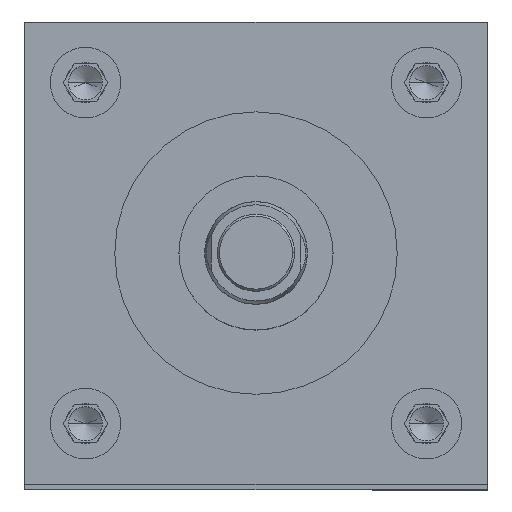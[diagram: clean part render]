
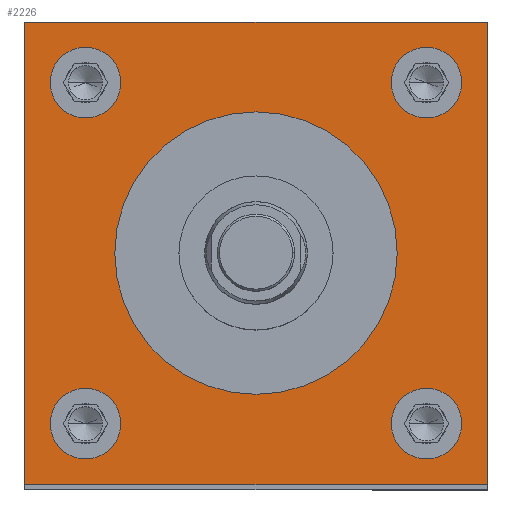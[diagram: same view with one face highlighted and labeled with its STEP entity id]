
A CAD part, top view. The second image highlights one B-rep face of the part: STEP entity #2226.
In plain terms, the highlighted planar face has unit normal (0, 0, 1).
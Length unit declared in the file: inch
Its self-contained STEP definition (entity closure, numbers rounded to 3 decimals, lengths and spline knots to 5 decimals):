
#10 = CIRCLE ( 'NONE', #4065, 0.3435 ) ;
#67 = CARTESIAN_POINT ( 'NONE',  ( 1.3165, 1.66, 32.25 ) ) ;
#81 = VERTEX_POINT ( 'NONE', #4548 ) ;
#123 = EDGE_LOOP ( 'NONE', ( #6224, #4207 ) ) ;
#150 = CARTESIAN_POINT ( 'NONE',  ( 1.66, -1.66, 32.25 ) ) ;
#221 = CIRCLE ( 'NONE', #3443, 0.3435 ) ;
#239 = CARTESIAN_POINT ( 'NONE',  ( 0., 0., 32.25 ) ) ;
#248 = LINE ( 'NONE', #313, #5655 ) ;
#308 = CARTESIAN_POINT ( 'NONE',  ( -2.25, -2.25, 32.25 ) ) ;
#313 = CARTESIAN_POINT ( 'NONE',  ( -2.25, -2.25, 32.25 ) ) ;
#330 = VERTEX_POINT ( 'NONE', #3154 ) ;
#377 = ORIENTED_EDGE ( 'NONE', *, *, #2093, .T. ) ;
#577 = CARTESIAN_POINT ( 'NONE',  ( 1.3165, -1.66, 32.25 ) ) ;
#668 = FACE_BOUND ( 'NONE', #4731, .T. ) ;
#963 = VERTEX_POINT ( 'NONE', #3921 ) ;
#984 = EDGE_CURVE ( 'NONE', #4134, #4597, #5724, .T. ) ;
#993 = LINE ( 'NONE', #7095, #7072 ) ;
#1109 = CARTESIAN_POINT ( 'NONE',  ( 1.375, 0., 32.25 ) ) ;
#1111 = CIRCLE ( 'NONE', #2271, 1.375 ) ;
#1127 = CARTESIAN_POINT ( 'NONE',  ( 2.0035, -1.66, 32.25 ) ) ;
#1169 = CARTESIAN_POINT ( 'NONE',  ( 1.66, -1.66, 32.25 ) ) ;
#1192 = AXIS2_PLACEMENT_3D ( 'NONE', #4037, #4084, #5671 ) ;
#1234 = VERTEX_POINT ( 'NONE', #4924 ) ;
#1248 = PLANE ( 'NONE',  #1192 ) ;
#1282 = LINE ( 'NONE', #4574, #5990 ) ;
#1285 = AXIS2_PLACEMENT_3D ( 'NONE', #4066, #6268, #2433 ) ;
#1335 = EDGE_LOOP ( 'NONE', ( #2354, #2943 ) ) ;
#1382 = EDGE_CURVE ( 'NONE', #4192, #81, #1282, .T. ) ;
#1452 = EDGE_CURVE ( 'NONE', #6715, #1711, #2862, .T. ) ;
#1456 = VERTEX_POINT ( 'NONE', #308 ) ;
#1498 = VERTEX_POINT ( 'NONE', #5768 ) ;
#1614 = AXIS2_PLACEMENT_3D ( 'NONE', #3852, #3381, #6619 ) ;
#1623 = CIRCLE ( 'NONE', #1285, 0.3435 ) ;
#1698 = EDGE_CURVE ( 'NONE', #1711, #6715, #1111, .T. ) ;
#1707 = FACE_BOUND ( 'NONE', #6194, .T. ) ;
#1711 = VERTEX_POINT ( 'NONE', #1109 ) ;
#1742 = DIRECTION ( 'NONE',  ( 0., 1., 0. ) ) ;
#1762 = DIRECTION ( 'NONE',  ( 0., 0., 1. ) ) ;
#1986 = DIRECTION ( 'NONE',  ( 1., 0., 0. ) ) ;
#2093 = EDGE_CURVE ( 'NONE', #5828, #1456, #993, .T. ) ;
#2160 = CARTESIAN_POINT ( 'NONE',  ( 2.25, -2.25, 32.25 ) ) ;
#2172 = DIRECTION ( 'NONE',  ( 1., 0., 0. ) ) ;
#2188 = CARTESIAN_POINT ( 'NONE',  ( -1.3165, 1.66, 32.25 ) ) ;
#2226 = ADVANCED_FACE ( 'NONE', ( #668, #1707, #5590, #6168, #4583, #4001 ), #1248, .F. ) ;
#2271 = AXIS2_PLACEMENT_3D ( 'NONE', #2822, #2742, #4990 ) ;
#2349 = ORIENTED_EDGE ( 'NONE', *, *, #6131, .F. ) ;
#2354 = ORIENTED_EDGE ( 'NONE', *, *, #6836, .F. ) ;
#2433 = DIRECTION ( 'NONE',  ( 1., 0., 0. ) ) ;
#2476 = DIRECTION ( 'NONE',  ( 1., 0., 0. ) ) ;
#2547 = CIRCLE ( 'NONE', #4173, 0.3435 ) ;
#2628 = ORIENTED_EDGE ( 'NONE', *, *, #4836, .F. ) ;
#2733 = CARTESIAN_POINT ( 'NONE',  ( -2.25, 2.25, 32.25 ) ) ;
#2742 = DIRECTION ( 'NONE',  ( 0., 0., 1. ) ) ;
#2822 = CARTESIAN_POINT ( 'NONE',  ( 0., 0., 32.25 ) ) ;
#2862 = CIRCLE ( 'NONE', #6778, 1.375 ) ;
#2894 = EDGE_CURVE ( 'NONE', #4597, #4134, #221, .T. ) ;
#2943 = ORIENTED_EDGE ( 'NONE', *, *, #4882, .F. ) ;
#2978 = ORIENTED_EDGE ( 'NONE', *, *, #1382, .T. ) ;
#3032 = DIRECTION ( 'NONE',  ( 1., 0., 0. ) ) ;
#3111 = DIRECTION ( 'NONE',  ( 0., 0., 1. ) ) ;
#3154 = CARTESIAN_POINT ( 'NONE',  ( -2.0035, 1.66, 32.25 ) ) ;
#3230 = DIRECTION ( 'NONE',  ( 0., 0., 1. ) ) ;
#3379 = DIRECTION ( 'NONE',  ( 0., 0., 1. ) ) ;
#3381 = DIRECTION ( 'NONE',  ( 0., 0., 1. ) ) ;
#3388 = EDGE_CURVE ( 'NONE', #1456, #4192, #248, .T. ) ;
#3443 = AXIS2_PLACEMENT_3D ( 'NONE', #150, #1762, #4553 ) ;
#3486 = CIRCLE ( 'NONE', #4747, 0.3435 ) ;
#3530 = AXIS2_PLACEMENT_3D ( 'NONE', #1169, #3379, #5585 ) ;
#3810 = CIRCLE ( 'NONE', #1614, 0.3435 ) ;
#3820 = DIRECTION ( 'NONE',  ( 0., -1., 0. ) ) ;
#3835 = CARTESIAN_POINT ( 'NONE',  ( 1.66, 1.66, 32.25 ) ) ;
#3849 = ORIENTED_EDGE ( 'NONE', *, *, #5054, .F. ) ;
#3852 = CARTESIAN_POINT ( 'NONE',  ( 1.66, 1.66, 32.25 ) ) ;
#3921 = CARTESIAN_POINT ( 'NONE',  ( 2.0035, 1.66, 32.25 ) ) ;
#4001 = FACE_OUTER_BOUND ( 'NONE', #4895, .T. ) ;
#4037 = CARTESIAN_POINT ( 'NONE',  ( -2.25, 2.25, 32.25 ) ) ;
#4065 = AXIS2_PLACEMENT_3D ( 'NONE', #3835, #4917, #4949 ) ;
#4066 = CARTESIAN_POINT ( 'NONE',  ( -1.66, 1.66, 32.25 ) ) ;
#4084 = DIRECTION ( 'NONE',  ( 0., 0., -1. ) ) ;
#4107 = DIRECTION ( 'NONE',  ( 0., 0., 1. ) ) ;
#4134 = VERTEX_POINT ( 'NONE', #577 ) ;
#4138 = CARTESIAN_POINT ( 'NONE',  ( -1.66, -1.66, 32.25 ) ) ;
#4173 = AXIS2_PLACEMENT_3D ( 'NONE', #5117, #3230, #2172 ) ;
#4192 = VERTEX_POINT ( 'NONE', #2160 ) ;
#4207 = ORIENTED_EDGE ( 'NONE', *, *, #1452, .F. ) ;
#4290 = DIRECTION ( 'NONE',  ( 1., 0., 0. ) ) ;
#4510 = EDGE_LOOP ( 'NONE', ( #3849, #2628 ) ) ;
#4548 = CARTESIAN_POINT ( 'NONE',  ( 2.25, 2.25, 32.25 ) ) ;
#4553 = DIRECTION ( 'NONE',  ( 1., 0., 0. ) ) ;
#4574 = CARTESIAN_POINT ( 'NONE',  ( 2.25, -2.25, 32.25 ) ) ;
#4583 = FACE_BOUND ( 'NONE', #123, .T. ) ;
#4597 = VERTEX_POINT ( 'NONE', #1127 ) ;
#4699 = ORIENTED_EDGE ( 'NONE', *, *, #3388, .T. ) ;
#4731 = EDGE_LOOP ( 'NONE', ( #6192, #5597 ) ) ;
#4747 = AXIS2_PLACEMENT_3D ( 'NONE', #4138, #3111, #2476 ) ;
#4787 = CARTESIAN_POINT ( 'NONE',  ( -2.25, 2.25, 32.25 ) ) ;
#4825 = DIRECTION ( 'NONE',  ( 0., 0., 1. ) ) ;
#4836 = EDGE_CURVE ( 'NONE', #1234, #1498, #4955, .T. ) ;
#4882 = EDGE_CURVE ( 'NONE', #330, #5834, #2547, .T. ) ;
#4895 = EDGE_LOOP ( 'NONE', ( #377, #4699, #2978, #7032 ) ) ;
#4917 = DIRECTION ( 'NONE',  ( 0., 0., 1. ) ) ;
#4924 = CARTESIAN_POINT ( 'NONE',  ( -2.0035, -1.66, 32.25 ) ) ;
#4949 = DIRECTION ( 'NONE',  ( 1., 0., 0. ) ) ;
#4955 = CIRCLE ( 'NONE', #5080, 0.3435 ) ;
#4990 = DIRECTION ( 'NONE',  ( 1., 0., 0. ) ) ;
#5054 = EDGE_CURVE ( 'NONE', #1498, #1234, #3486, .T. ) ;
#5080 = AXIS2_PLACEMENT_3D ( 'NONE', #6442, #4825, #4290 ) ;
#5117 = CARTESIAN_POINT ( 'NONE',  ( -1.66, 1.66, 32.25 ) ) ;
#5283 = EDGE_CURVE ( 'NONE', #963, #5716, #10, .T. ) ;
#5396 = LINE ( 'NONE', #4787, #6925 ) ;
#5585 = DIRECTION ( 'NONE',  ( 1., 0., 0. ) ) ;
#5590 = FACE_BOUND ( 'NONE', #4510, .T. ) ;
#5597 = ORIENTED_EDGE ( 'NONE', *, *, #984, .F. ) ;
#5655 = VECTOR ( 'NONE', #3032, 39.37008 ) ;
#5671 = DIRECTION ( 'NONE',  ( -1., 0., 0. ) ) ;
#5716 = VERTEX_POINT ( 'NONE', #67 ) ;
#5724 = CIRCLE ( 'NONE', #3530, 0.3435 ) ;
#5762 = CARTESIAN_POINT ( 'NONE',  ( -1.375, 0., 32.25 ) ) ;
#5768 = CARTESIAN_POINT ( 'NONE',  ( -1.3165, -1.66, 32.25 ) ) ;
#5828 = VERTEX_POINT ( 'NONE', #2733 ) ;
#5834 = VERTEX_POINT ( 'NONE', #2188 ) ;
#5990 = VECTOR ( 'NONE', #1742, 39.37008 ) ;
#6131 = EDGE_CURVE ( 'NONE', #5716, #963, #3810, .T. ) ;
#6168 = FACE_BOUND ( 'NONE', #1335, .T. ) ;
#6192 = ORIENTED_EDGE ( 'NONE', *, *, #2894, .F. ) ;
#6194 = EDGE_LOOP ( 'NONE', ( #6394, #2349 ) ) ;
#6224 = ORIENTED_EDGE ( 'NONE', *, *, #1698, .F. ) ;
#6268 = DIRECTION ( 'NONE',  ( 0., 0., 1. ) ) ;
#6394 = ORIENTED_EDGE ( 'NONE', *, *, #5283, .F. ) ;
#6442 = CARTESIAN_POINT ( 'NONE',  ( -1.66, -1.66, 32.25 ) ) ;
#6473 = EDGE_CURVE ( 'NONE', #81, #5828, #5396, .T. ) ;
#6512 = DIRECTION ( 'NONE',  ( -1., 0., 0. ) ) ;
#6619 = DIRECTION ( 'NONE',  ( 1., 0., 0. ) ) ;
#6715 = VERTEX_POINT ( 'NONE', #5762 ) ;
#6778 = AXIS2_PLACEMENT_3D ( 'NONE', #239, #4107, #1986 ) ;
#6836 = EDGE_CURVE ( 'NONE', #5834, #330, #1623, .T. ) ;
#6925 = VECTOR ( 'NONE', #6512, 39.37008 ) ;
#7032 = ORIENTED_EDGE ( 'NONE', *, *, #6473, .T. ) ;
#7072 = VECTOR ( 'NONE', #3820, 39.37008 ) ;
#7095 = CARTESIAN_POINT ( 'NONE',  ( -2.25, -2.25, 32.25 ) ) ;
